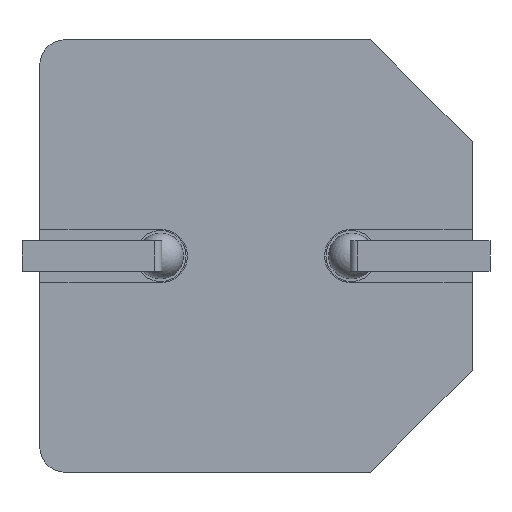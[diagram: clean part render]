
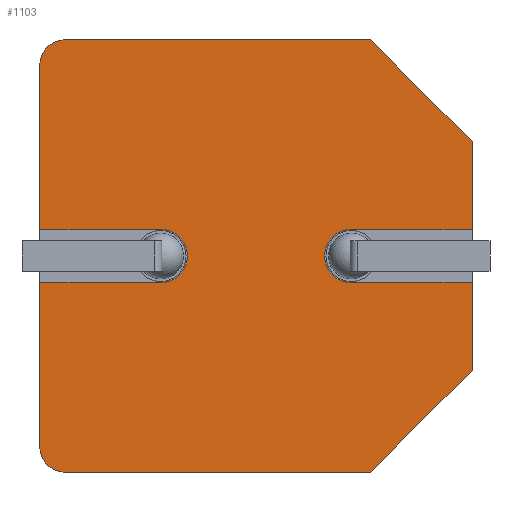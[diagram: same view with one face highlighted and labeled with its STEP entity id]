
A CAD part, front view. The second image highlights one B-rep face of the part: STEP entity #1103.
In plain terms, the highlighted planar face has unit normal (0, -1, 0).
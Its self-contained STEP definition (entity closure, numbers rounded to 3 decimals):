
#58=PLANE('',#1286);
#107=LINE('',#1789,#219);
#115=LINE('',#1805,#227);
#119=LINE('',#1814,#231);
#120=LINE('',#1818,#232);
#121=LINE('',#1819,#233);
#122=LINE('',#1821,#234);
#123=LINE('',#1824,#235);
#124=LINE('',#1826,#236);
#125=LINE('',#1828,#237);
#126=LINE('',#1832,#238);
#127=LINE('',#1834,#239);
#128=LINE('',#1837,#240);
#219=VECTOR('',#1455,1000.);
#227=VECTOR('',#1463,1000.);
#231=VECTOR('',#1469,1000.);
#232=VECTOR('',#1472,1000.);
#233=VECTOR('',#1473,1000.);
#234=VECTOR('',#1474,1000.);
#235=VECTOR('',#1477,1000.);
#236=VECTOR('',#1478,1000.);
#237=VECTOR('',#1479,1000.);
#238=VECTOR('',#1482,1000.);
#239=VECTOR('',#1483,1000.);
#240=VECTOR('',#1486,1000.);
#343=FACE_OUTER_BOUND('',#402,.T.);
#402=EDGE_LOOP('',(#841,#842,#843,#844,#845,#846,#847,#848,#849,#850,#851,
#852,#853,#854,#855,#856));
#469=CIRCLE('',#1287,1.);
#470=CIRCLE('',#1288,1.05);
#471=CIRCLE('',#1289,1.);
#472=CIRCLE('',#1290,1.05);
#523=VERTEX_POINT('',#1787);
#524=VERTEX_POINT('',#1788);
#531=VERTEX_POINT('',#1802);
#532=VERTEX_POINT('',#1804);
#535=VERTEX_POINT('',#1812);
#536=VERTEX_POINT('',#1813);
#537=VERTEX_POINT('',#1815);
#538=VERTEX_POINT('',#1817);
#539=VERTEX_POINT('',#1820);
#540=VERTEX_POINT('',#1822);
#541=VERTEX_POINT('',#1825);
#542=VERTEX_POINT('',#1827);
#543=VERTEX_POINT('',#1829);
#544=VERTEX_POINT('',#1831);
#545=VERTEX_POINT('',#1833);
#546=VERTEX_POINT('',#1835);
#642=EDGE_CURVE('',#523,#524,#107,.T.);
#650=EDGE_CURVE('',#531,#532,#115,.T.);
#654=EDGE_CURVE('',#535,#536,#119,.T.);
#655=EDGE_CURVE('',#535,#537,#469,.T.);
#656=EDGE_CURVE('',#538,#537,#120,.T.);
#657=EDGE_CURVE('',#538,#524,#121,.T.);
#658=EDGE_CURVE('',#523,#539,#122,.T.);
#659=EDGE_CURVE('',#539,#540,#470,.T.);
#660=EDGE_CURVE('',#540,#532,#123,.T.);
#661=EDGE_CURVE('',#531,#541,#124,.T.);
#662=EDGE_CURVE('',#542,#541,#125,.T.);
#663=EDGE_CURVE('',#542,#543,#471,.T.);
#664=EDGE_CURVE('',#544,#543,#126,.T.);
#665=EDGE_CURVE('',#545,#544,#127,.T.);
#666=EDGE_CURVE('',#546,#545,#472,.T.);
#667=EDGE_CURVE('',#536,#546,#128,.T.);
#841=ORIENTED_EDGE('',*,*,#654,.F.);
#842=ORIENTED_EDGE('',*,*,#655,.T.);
#843=ORIENTED_EDGE('',*,*,#656,.F.);
#844=ORIENTED_EDGE('',*,*,#657,.T.);
#845=ORIENTED_EDGE('',*,*,#642,.F.);
#846=ORIENTED_EDGE('',*,*,#658,.T.);
#847=ORIENTED_EDGE('',*,*,#659,.T.);
#848=ORIENTED_EDGE('',*,*,#660,.T.);
#849=ORIENTED_EDGE('',*,*,#650,.F.);
#850=ORIENTED_EDGE('',*,*,#661,.T.);
#851=ORIENTED_EDGE('',*,*,#662,.F.);
#852=ORIENTED_EDGE('',*,*,#663,.T.);
#853=ORIENTED_EDGE('',*,*,#664,.F.);
#854=ORIENTED_EDGE('',*,*,#665,.F.);
#855=ORIENTED_EDGE('',*,*,#666,.F.);
#856=ORIENTED_EDGE('',*,*,#667,.F.);
#1103=ADVANCED_FACE('',(#343),#58,.T.);
#1286=AXIS2_PLACEMENT_3D('',#1811,#1467,#1468);
#1287=AXIS2_PLACEMENT_3D('',#1816,#1470,#1471);
#1288=AXIS2_PLACEMENT_3D('',#1823,#1475,#1476);
#1289=AXIS2_PLACEMENT_3D('',#1830,#1480,#1481);
#1290=AXIS2_PLACEMENT_3D('',#1836,#1484,#1485);
#1455=DIRECTION('',(0.,0.,-1.));
#1463=DIRECTION('',(0.,0.,-1.));
#1467=DIRECTION('center_axis',(0.,-1.,0.));
#1468=DIRECTION('ref_axis',(0.,0.,-1.));
#1469=DIRECTION('',(0.,0.,1.));
#1470=DIRECTION('center_axis',(0.,-1.,0.));
#1471=DIRECTION('ref_axis',(0.,0.,-1.));
#1472=DIRECTION('',(-1.,0.,0.));
#1473=DIRECTION('',(0.707,0.,0.707));
#1474=DIRECTION('',(-1.,0.,0.));
#1475=DIRECTION('center_axis',(0.,1.,0.));
#1476=DIRECTION('ref_axis',(0.,0.,-1.));
#1477=DIRECTION('',(1.,0.,0.));
#1478=DIRECTION('',(-0.707,0.,0.707));
#1479=DIRECTION('',(1.,0.,0.));
#1480=DIRECTION('center_axis',(0.,-1.,0.));
#1481=DIRECTION('ref_axis',(0.,0.,-1.));
#1482=DIRECTION('',(0.,0.,1.));
#1483=DIRECTION('',(-1.,0.,0.));
#1484=DIRECTION('center_axis',(0.,-1.,0.));
#1485=DIRECTION('ref_axis',(0.,0.,-1.));
#1486=DIRECTION('',(1.,0.,0.));
#1787=CARTESIAN_POINT('',(8.5,0.,-1.05));
#1788=CARTESIAN_POINT('',(8.5,0.,-4.5));
#1789=CARTESIAN_POINT('',(8.5,0.,8.5));
#1802=CARTESIAN_POINT('',(8.5,0.,4.5));
#1804=CARTESIAN_POINT('',(8.5,0.,1.05));
#1805=CARTESIAN_POINT('',(8.5,0.,8.5));
#1811=CARTESIAN_POINT('Origin',(0.,0.,0.));
#1812=CARTESIAN_POINT('',(-8.5,0.,-7.5));
#1813=CARTESIAN_POINT('',(-8.5,0.,-1.05));
#1814=CARTESIAN_POINT('',(-8.5,0.,8.5));
#1815=CARTESIAN_POINT('',(-7.5,0.,-8.5));
#1816=CARTESIAN_POINT('Origin',(-7.5,0.,-7.5));
#1817=CARTESIAN_POINT('',(4.5,0.,-8.5));
#1818=CARTESIAN_POINT('',(-8.5,0.,-8.5));
#1819=CARTESIAN_POINT('',(6.5,0.,-6.5));
#1820=CARTESIAN_POINT('',(3.75,0.,-1.05));
#1821=CARTESIAN_POINT('',(8.5,0.,-1.05));
#1822=CARTESIAN_POINT('',(3.75,0.,1.05));
#1823=CARTESIAN_POINT('Origin',(3.75,0.,0.));
#1824=CARTESIAN_POINT('',(8.5,0.,1.05));
#1825=CARTESIAN_POINT('',(4.5,0.,8.5));
#1826=CARTESIAN_POINT('',(6.5,0.,6.5));
#1827=CARTESIAN_POINT('',(-7.5,0.,8.5));
#1828=CARTESIAN_POINT('',(-8.5,0.,8.5));
#1829=CARTESIAN_POINT('',(-8.5,0.,7.5));
#1830=CARTESIAN_POINT('Origin',(-7.5,0.,7.5));
#1831=CARTESIAN_POINT('',(-8.5,0.,1.05));
#1832=CARTESIAN_POINT('',(-8.5,0.,8.5));
#1833=CARTESIAN_POINT('',(-3.75,0.,1.05));
#1834=CARTESIAN_POINT('',(-8.5,0.,1.05));
#1835=CARTESIAN_POINT('',(-3.75,0.,-1.05));
#1836=CARTESIAN_POINT('Origin',(-3.75,0.,0.));
#1837=CARTESIAN_POINT('',(-8.5,0.,-1.05));
